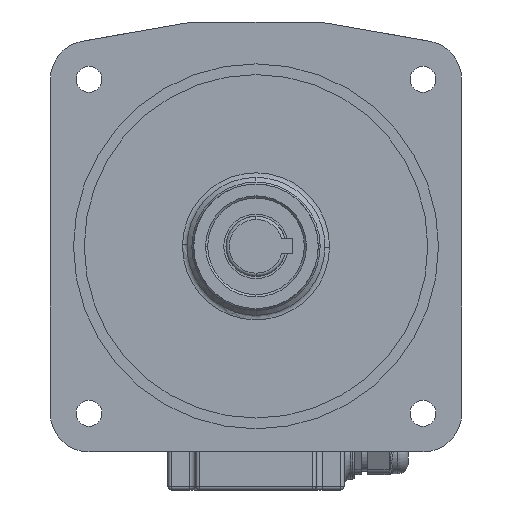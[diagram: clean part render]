
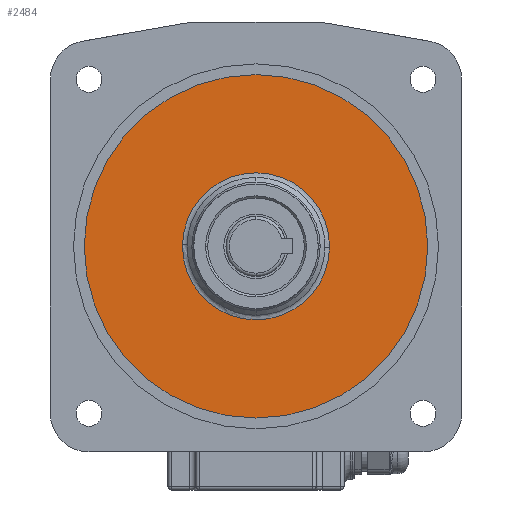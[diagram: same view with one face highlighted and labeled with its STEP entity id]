
A CAD part, front view. The second image highlights one B-rep face of the part: STEP entity #2484.
In plain terms, the highlighted planar face has unit normal (0, -1, 0).
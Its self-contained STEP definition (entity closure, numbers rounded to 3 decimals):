
#751=CARTESIAN_POINT('',(0.,0.,-20.8));
#752=DIRECTION('',(0.,1.,0.));
#753=DIRECTION('',(0.,0.,1.));
#754=AXIS2_PLACEMENT_3D('',#751,#752,#753);
#756=CARTESIAN_POINT('',(0.,0.,-20.8));
#757=DIRECTION('',(0.,1.,0.));
#758=DIRECTION('',(0.,0.,-1.));
#759=AXIS2_PLACEMENT_3D('',#756,#757,#758);
#761=CARTESIAN_POINT('',(0.,0.,-20.8));
#762=DIRECTION('',(0.,-1.,0.));
#763=DIRECTION('',(1.,0.,0.));
#764=AXIS2_PLACEMENT_3D('',#761,#762,#763);
#766=CARTESIAN_POINT('',(0.,0.,-20.8));
#767=DIRECTION('',(0.,-1.,0.));
#768=DIRECTION('',(-1.,0.,0.021));
#769=AXIS2_PLACEMENT_3D('',#766,#767,#768);
#771=CARTESIAN_POINT('',(0.,0.,-20.8));
#772=DIRECTION('',(0.,-1.,0.));
#773=DIRECTION('',(-1.,0.,0.));
#774=AXIS2_PLACEMENT_3D('',#771,#772,#773);
#776=CARTESIAN_POINT('',(0.,0.,-20.8));
#777=DIRECTION('',(0.,-1.,0.));
#778=DIRECTION('',(1.,0.,-0.021));
#779=AXIS2_PLACEMENT_3D('',#776,#777,#778);
#1337=CARTESIAN_POINT('',(0.,0.,-100.8));
#1338=CARTESIAN_POINT('',(0.,0.,59.2));
#1339=VERTEX_POINT('',#1337);
#1340=VERTEX_POINT('',#1338);
#1341=CARTESIAN_POINT('',(34.242,0.,
-20.807));
#1342=CARTESIAN_POINT('',(-34.235,0.,
-20.08));
#1343=VERTEX_POINT('',#1341);
#1344=VERTEX_POINT('',#1342);
#1345=CARTESIAN_POINT('',(-34.243,0.,
-20.793));
#1346=VERTEX_POINT('',#1345);
#1347=CARTESIAN_POINT('',(34.235,0.,
-21.521));
#1348=VERTEX_POINT('',#1347);
#2464=CARTESIAN_POINT('',(0.,0.,0.));
#2465=DIRECTION('',(0.,1.,0.));
#2466=DIRECTION('',(0.,0.,1.));
#2467=AXIS2_PLACEMENT_3D('',#2464,#2465,#2466);
#2468=PLANE('',#2467);
#2470=ORIENTED_EDGE('',*,*,#2469,.T.);
#2471=ORIENTED_EDGE('',*,*,#2454,.T.);
#2472=EDGE_LOOP('',(#2470,#2471));
#2473=FACE_OUTER_BOUND('',#2472,.F.);
#2475=ORIENTED_EDGE('',*,*,#2474,.T.);
#2477=ORIENTED_EDGE('',*,*,#2476,.T.);
#2479=ORIENTED_EDGE('',*,*,#2478,.T.);
#2481=ORIENTED_EDGE('',*,*,#2480,.T.);
#2482=EDGE_LOOP('',(#2475,#2477,#2479,#2481));
#2483=FACE_BOUND('',#2482,.F.);
#2484=ADVANCED_FACE('',(#2473,#2483),#2468,.F.);
#755=CIRCLE('',#754,80.);
#760=CIRCLE('',#759,80.);
#765=CIRCLE('',#764,34.242);
#770=CIRCLE('',#769,34.243);
#775=CIRCLE('',#774,34.242);
#780=CIRCLE('',#779,34.243);
#2454=EDGE_CURVE('',#1339,#1340,#760,.T.);
#2469=EDGE_CURVE('',#1340,#1339,#755,.T.);
#2474=EDGE_CURVE('',#1343,#1344,#765,.T.);
#2476=EDGE_CURVE('',#1344,#1346,#770,.T.);
#2478=EDGE_CURVE('',#1346,#1348,#775,.T.);
#2480=EDGE_CURVE('',#1348,#1343,#780,.T.);
